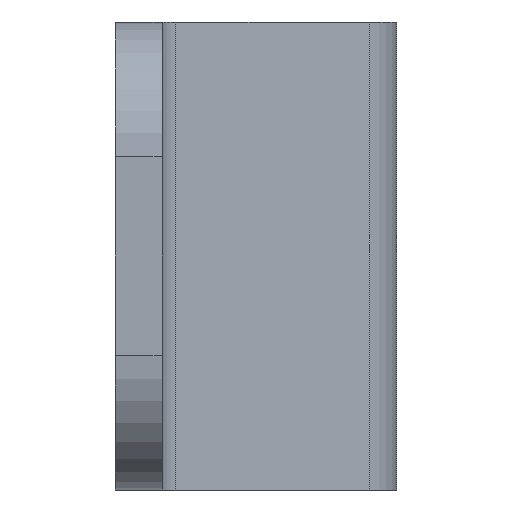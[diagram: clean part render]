
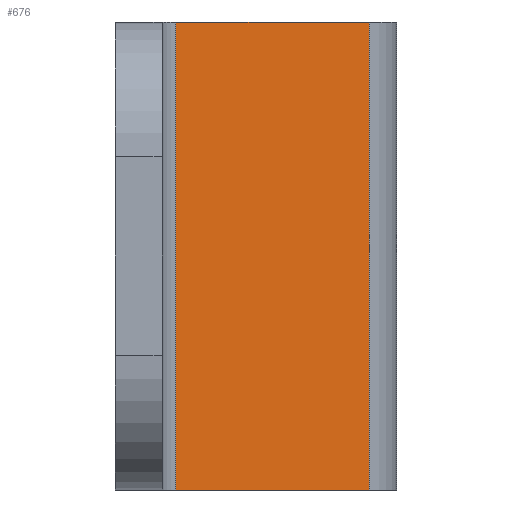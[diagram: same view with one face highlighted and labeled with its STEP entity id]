
A CAD part, left-side view. The second image highlights one B-rep face of the part: STEP entity #676.
In plain terms, the highlighted planar face has unit normal (-0.707, -0.707, 0).
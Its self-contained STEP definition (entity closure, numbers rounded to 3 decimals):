
#36=PLANE('',#754);
#76=FACE_OUTER_BOUND('',#124,.T.);
#124=EDGE_LOOP('',(#567,#568,#569,#570));
#174=LINE('',#1095,#240);
#184=LINE('',#1122,#250);
#187=LINE('',#1128,#253);
#188=LINE('',#1129,#254);
#240=VECTOR('',#886,10.);
#250=VECTOR('',#918,5.76);
#253=VECTOR('',#923,5.76);
#254=VECTOR('',#924,10.);
#333=VERTEX_POINT('',#1092);
#334=VERTEX_POINT('',#1094);
#340=VERTEX_POINT('',#1121);
#342=VERTEX_POINT('',#1127);
#403=EDGE_CURVE('',#334,#333,#174,.T.);
#416=EDGE_CURVE('',#340,#334,#184,.T.);
#419=EDGE_CURVE('',#342,#333,#187,.T.);
#420=EDGE_CURVE('',#342,#340,#188,.T.);
#567=ORIENTED_EDGE('',*,*,#403,.T.);
#568=ORIENTED_EDGE('',*,*,#419,.F.);
#569=ORIENTED_EDGE('',*,*,#420,.T.);
#570=ORIENTED_EDGE('',*,*,#416,.T.);
#676=ADVANCED_FACE('',(#76),#36,.T.);
#754=AXIS2_PLACEMENT_3D('',#1126,#921,#922);
#886=DIRECTION('',(0.,0.,-1.));
#918=DIRECTION('',(-0.707,0.707,0.));
#921=DIRECTION('center_axis',(-0.707,-0.707,0.));
#922=DIRECTION('ref_axis',(0.,0.,-1.));
#923=DIRECTION('',(-0.707,0.707,0.));
#924=DIRECTION('',(0.,0.,1.));
#1092=CARTESIAN_POINT('',(-68.87,18.87,-20.));
#1094=CARTESIAN_POINT('',(-68.87,18.87,20.));
#1095=CARTESIAN_POINT('',(-68.87,18.87,-10.));
#1121=CARTESIAN_POINT('',(-52.343,2.343,20.));
#1122=CARTESIAN_POINT('',(-39.548,-10.452,20.));
#1126=CARTESIAN_POINT('Origin',(-60.179,10.179,0.));
#1127=CARTESIAN_POINT('',(-52.343,2.343,-20.));
#1128=CARTESIAN_POINT('',(-39.548,-10.452,-20.));
#1129=CARTESIAN_POINT('',(-52.343,2.343,0.));
